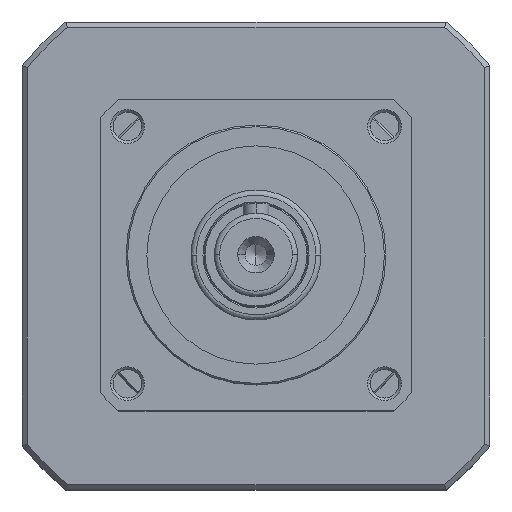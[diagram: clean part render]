
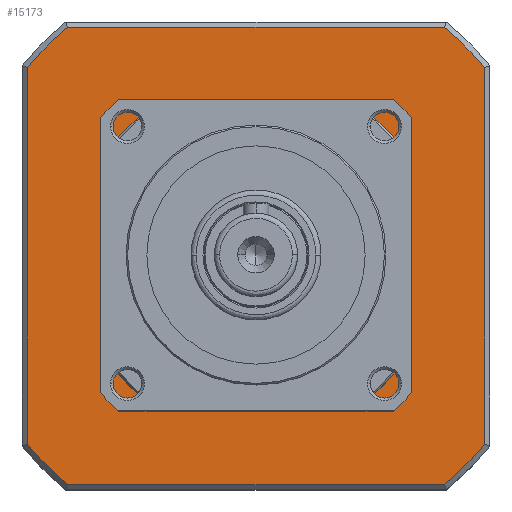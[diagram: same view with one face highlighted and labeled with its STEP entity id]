
A CAD part, top view. The second image highlights one B-rep face of the part: STEP entity #15173.
In plain terms, the highlighted face is planar.
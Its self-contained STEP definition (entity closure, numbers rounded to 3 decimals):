
#17 = CARTESIAN_POINT ( 'NONE',  ( 44., -36.235, 3.5 ) ) ;
#74 = DIRECTION ( 'NONE',  ( 1., 0., 0. ) ) ;
#204 = VECTOR ( 'NONE', #1970, 1000. ) ;
#400 = ORIENTED_EDGE ( 'NONE', *, *, #13138, .F. ) ;
#504 = EDGE_LOOP ( 'NONE', ( #7606, #11659, #400, #9928, #8895, #10149, #12384, #2988 ) ) ;
#630 = ORIENTED_EDGE ( 'NONE', *, *, #6282, .F. ) ;
#674 = CARTESIAN_POINT ( 'NONE',  ( 0., 0., 3.5 ) ) ;
#989 = EDGE_CURVE ( 'NONE', #6140, #3934, #15820, .T. ) ;
#1015 = CARTESIAN_POINT ( 'NONE',  ( 30., -18.028, 3.5 ) ) ;
#1116 = CIRCLE ( 'NONE', #10708, 57. ) ;
#1300 = AXIS2_PLACEMENT_3D ( 'NONE', #10111, #1431, #11555 ) ;
#1324 = VECTOR ( 'NONE', #16158, 1000. ) ;
#1431 = DIRECTION ( 'NONE',  ( 0., 0., 1. ) ) ;
#1547 = CARTESIAN_POINT ( 'NONE',  ( 36.235, 44., 3.5 ) ) ;
#1556 = CARTESIAN_POINT ( 'NONE',  ( 30., 0., 3.5 ) ) ;
#1652 = DIRECTION ( 'NONE',  ( 0., 1., 0. ) ) ;
#1761 = LINE ( 'NONE', #3194, #1324 ) ;
#1970 = DIRECTION ( 'NONE',  ( -1., 0., 0. ) ) ;
#2038 = CARTESIAN_POINT ( 'NONE',  ( 0., 44., 3.5 ) ) ;
#2106 = CARTESIAN_POINT ( 'NONE',  ( -30., 18.028, 3.5 ) ) ;
#2154 = CARTESIAN_POINT ( 'NONE',  ( 0., 0., 3.5 ) ) ;
#2302 = VECTOR ( 'NONE', #8183, 1000. ) ;
#2628 = LINE ( 'NONE', #17237, #17530 ) ;
#2667 = ORIENTED_EDGE ( 'NONE', *, *, #4707, .F. ) ;
#2845 = DIRECTION ( 'NONE',  ( 0., 0., -1. ) ) ;
#2872 = EDGE_CURVE ( 'NONE', #15375, #12730, #2628, .T. ) ;
#2877 = VERTEX_POINT ( 'NONE', #17020 ) ;
#2905 = DIRECTION ( 'NONE',  ( 0., -1., 0. ) ) ;
#2988 = ORIENTED_EDGE ( 'NONE', *, *, #15160, .F. ) ;
#3194 = CARTESIAN_POINT ( 'NONE',  ( -44., 0., 3.5 ) ) ;
#3591 = CARTESIAN_POINT ( 'NONE',  ( -30., -18.028, 3.5 ) ) ;
#3651 = DIRECTION ( 'NONE',  ( 1., 0., 0. ) ) ;
#3850 = VECTOR ( 'NONE', #2905, 1000. ) ;
#3934 = VERTEX_POINT ( 'NONE', #3591 ) ;
#3998 = ORIENTED_EDGE ( 'NONE', *, *, #9305, .F. ) ;
#4707 = EDGE_CURVE ( 'NONE', #14199, #15339, #14690, .T. ) ;
#4756 = DIRECTION ( 'NONE',  ( 0., 0., 1. ) ) ;
#4821 = LINE ( 'NONE', #8319, #12009 ) ;
#5183 = EDGE_CURVE ( 'NONE', #15918, #9828, #15320, .T. ) ;
#5300 = CARTESIAN_POINT ( 'NONE',  ( 0., -30., 3.5 ) ) ;
#5327 = CARTESIAN_POINT ( 'NONE',  ( 0., 0., 3.5 ) ) ;
#5778 = CARTESIAN_POINT ( 'NONE',  ( 0., 0., 3.5 ) ) ;
#5932 = LINE ( 'NONE', #5300, #16918 ) ;
#6140 = VERTEX_POINT ( 'NONE', #8334 ) ;
#6282 = EDGE_CURVE ( 'NONE', #2877, #14199, #11821, .T. ) ;
#6781 = DIRECTION ( 'NONE',  ( 1., 0., 0. ) ) ;
#7200 = PLANE ( 'NONE',  #1300 ) ;
#7207 = VERTEX_POINT ( 'NONE', #9075 ) ;
#7241 = DIRECTION ( 'NONE',  ( 1., 0., 0. ) ) ;
#7290 = FACE_BOUND ( 'NONE', #504, .T. ) ;
#7527 = EDGE_CURVE ( 'NONE', #11764, #2877, #13357, .T. ) ;
#7606 = ORIENTED_EDGE ( 'NONE', *, *, #2872, .F. ) ;
#7623 = CARTESIAN_POINT ( 'NONE',  ( -36.235, 44., 3.5 ) ) ;
#8061 = DIRECTION ( 'NONE',  ( 0., -1., 0. ) ) ;
#8183 = DIRECTION ( 'NONE',  ( 1., 0., 0. ) ) ;
#8319 = CARTESIAN_POINT ( 'NONE',  ( -30., 0., 3.5 ) ) ;
#8334 = CARTESIAN_POINT ( 'NONE',  ( -18.028, -30., 3.5 ) ) ;
#8385 = CIRCLE ( 'NONE', #11568, 57. ) ;
#8786 = AXIS2_PLACEMENT_3D ( 'NONE', #10528, #10481, #10461 ) ;
#8811 = DIRECTION ( 'NONE',  ( 0., 0., -1. ) ) ;
#8895 = ORIENTED_EDGE ( 'NONE', *, *, #15497, .F. ) ;
#9022 = CARTESIAN_POINT ( 'NONE',  ( -44., 36.235, 3.5 ) ) ;
#9075 = CARTESIAN_POINT ( 'NONE',  ( 18.028, -30., 3.5 ) ) ;
#9305 = EDGE_CURVE ( 'NONE', #15339, #18616, #1116, .T. ) ;
#9393 = EDGE_CURVE ( 'NONE', #9828, #7207, #14207, .T. ) ;
#9674 = EDGE_CURVE ( 'NONE', #13870, #15375, #15296, .T. ) ;
#9738 = DIRECTION ( 'NONE',  ( 0., 1., 0. ) ) ;
#9753 = EDGE_CURVE ( 'NONE', #15063, #11764, #8385, .T. ) ;
#9828 = VERTEX_POINT ( 'NONE', #1015 ) ;
#9928 = ORIENTED_EDGE ( 'NONE', *, *, #989, .F. ) ;
#10091 = CIRCLE ( 'NONE', #12024, 57. ) ;
#10111 = CARTESIAN_POINT ( 'NONE',  ( 0., 0., 3.5 ) ) ;
#10149 = ORIENTED_EDGE ( 'NONE', *, *, #9393, .F. ) ;
#10461 = DIRECTION ( 'NONE',  ( 1., 0., 0. ) ) ;
#10481 = DIRECTION ( 'NONE',  ( 0., 0., -1. ) ) ;
#10528 = CARTESIAN_POINT ( 'NONE',  ( 0., 0., 3.5 ) ) ;
#10589 = ORIENTED_EDGE ( 'NONE', *, *, #7527, .F. ) ;
#10708 = AXIS2_PLACEMENT_3D ( 'NONE', #5778, #15798, #7241 ) ;
#10874 = VECTOR ( 'NONE', #1652, 1000. ) ;
#11070 = CIRCLE ( 'NONE', #13263, 35. ) ;
#11206 = CARTESIAN_POINT ( 'NONE',  ( 18.028, 30., 3.5 ) ) ;
#11320 = EDGE_CURVE ( 'NONE', #12979, #15063, #1761, .T. ) ;
#11496 = CARTESIAN_POINT ( 'NONE',  ( 0., 0., 3.5 ) ) ;
#11555 = DIRECTION ( 'NONE',  ( 1., 0., 0. ) ) ;
#11568 = AXIS2_PLACEMENT_3D ( 'NONE', #5327, #15329, #6781 ) ;
#11659 = ORIENTED_EDGE ( 'NONE', *, *, #9674, .F. ) ;
#11763 = LINE ( 'NONE', #2038, #204 ) ;
#11764 = VERTEX_POINT ( 'NONE', #14285 ) ;
#11821 = CIRCLE ( 'NONE', #16717, 57. ) ;
#11912 = EDGE_CURVE ( 'NONE', #15298, #12979, #10091, .T. ) ;
#12009 = VECTOR ( 'NONE', #9738, 1000. ) ;
#12024 = AXIS2_PLACEMENT_3D ( 'NONE', #13331, #4756, #14771 ) ;
#12264 = DIRECTION ( 'NONE',  ( 0., 0., -1. ) ) ;
#12384 = ORIENTED_EDGE ( 'NONE', *, *, #5183, .F. ) ;
#12730 = VERTEX_POINT ( 'NONE', #11206 ) ;
#12935 = DIRECTION ( 'NONE',  ( 1., 0., 0. ) ) ;
#12979 = VERTEX_POINT ( 'NONE', #9022 ) ;
#13138 = EDGE_CURVE ( 'NONE', #3934, #13870, #4821, .T. ) ;
#13263 = AXIS2_PLACEMENT_3D ( 'NONE', #11496, #2845, #12935 ) ;
#13331 = CARTESIAN_POINT ( 'NONE',  ( 0., 0., 3.5 ) ) ;
#13357 = LINE ( 'NONE', #16756, #2302 ) ;
#13457 = EDGE_CURVE ( 'NONE', #18616, #15298, #11763, .T. ) ;
#13529 = CARTESIAN_POINT ( 'NONE',  ( 44., 0., 3.5 ) ) ;
#13870 = VERTEX_POINT ( 'NONE', #2106 ) ;
#14199 = VERTEX_POINT ( 'NONE', #17 ) ;
#14207 = CIRCLE ( 'NONE', #17480, 35. ) ;
#14285 = CARTESIAN_POINT ( 'NONE',  ( -36.235, -44., 3.5 ) ) ;
#14361 = EDGE_LOOP ( 'NONE', ( #18310, #15279, #15436, #3998, #2667, #630, #10589, #16860 ) ) ;
#14690 = LINE ( 'NONE', #13529, #10874 ) ;
#14771 = DIRECTION ( 'NONE',  ( 0., -1., 0. ) ) ;
#15063 = VERTEX_POINT ( 'NONE', #16914 ) ;
#15160 = EDGE_CURVE ( 'NONE', #12730, #15918, #11070, .T. ) ;
#15173 = ADVANCED_FACE ( 'NONE', ( #18317, #7290 ), #7200, .F. ) ;
#15279 = ORIENTED_EDGE ( 'NONE', *, *, #11912, .F. ) ;
#15294 = DIRECTION ( 'NONE',  ( -1., 0., 0. ) ) ;
#15296 = CIRCLE ( 'NONE', #18738, 35. ) ;
#15298 = VERTEX_POINT ( 'NONE', #7623 ) ;
#15320 = LINE ( 'NONE', #1556, #3850 ) ;
#15329 = DIRECTION ( 'NONE',  ( 0., 0., 1. ) ) ;
#15339 = VERTEX_POINT ( 'NONE', #17664 ) ;
#15375 = VERTEX_POINT ( 'NONE', #16301 ) ;
#15436 = ORIENTED_EDGE ( 'NONE', *, *, #13457, .F. ) ;
#15497 = EDGE_CURVE ( 'NONE', #7207, #6140, #5932, .T. ) ;
#15798 = DIRECTION ( 'NONE',  ( 0., 0., 1. ) ) ;
#15820 = CIRCLE ( 'NONE', #8786, 35. ) ;
#15918 = VERTEX_POINT ( 'NONE', #17776 ) ;
#16158 = DIRECTION ( 'NONE',  ( 0., -1., 0. ) ) ;
#16301 = CARTESIAN_POINT ( 'NONE',  ( -18.028, 30., 3.5 ) ) ;
#16717 = AXIS2_PLACEMENT_3D ( 'NONE', #674, #18242, #8061 ) ;
#16756 = CARTESIAN_POINT ( 'NONE',  ( 0., -44., 3.5 ) ) ;
#16860 = ORIENTED_EDGE ( 'NONE', *, *, #9753, .F. ) ;
#16914 = CARTESIAN_POINT ( 'NONE',  ( -44., -36.235, 3.5 ) ) ;
#16918 = VECTOR ( 'NONE', #15294, 1000. ) ;
#17020 = CARTESIAN_POINT ( 'NONE',  ( 36.235, -44., 3.5 ) ) ;
#17086 = DIRECTION ( 'NONE',  ( 1., 0., 0. ) ) ;
#17237 = CARTESIAN_POINT ( 'NONE',  ( 0., 30., 3.5 ) ) ;
#17392 = CARTESIAN_POINT ( 'NONE',  ( 0., 0., 3.5 ) ) ;
#17480 = AXIS2_PLACEMENT_3D ( 'NONE', #17392, #8811, #74 ) ;
#17530 = VECTOR ( 'NONE', #17086, 1000. ) ;
#17664 = CARTESIAN_POINT ( 'NONE',  ( 44., 36.235, 3.5 ) ) ;
#17776 = CARTESIAN_POINT ( 'NONE',  ( 30., 18.028, 3.5 ) ) ;
#18242 = DIRECTION ( 'NONE',  ( 0., 0., 1. ) ) ;
#18310 = ORIENTED_EDGE ( 'NONE', *, *, #11320, .F. ) ;
#18317 = FACE_OUTER_BOUND ( 'NONE', #14361, .T. ) ;
#18616 = VERTEX_POINT ( 'NONE', #1547 ) ;
#18738 = AXIS2_PLACEMENT_3D ( 'NONE', #2154, #12264, #3651 ) ;
